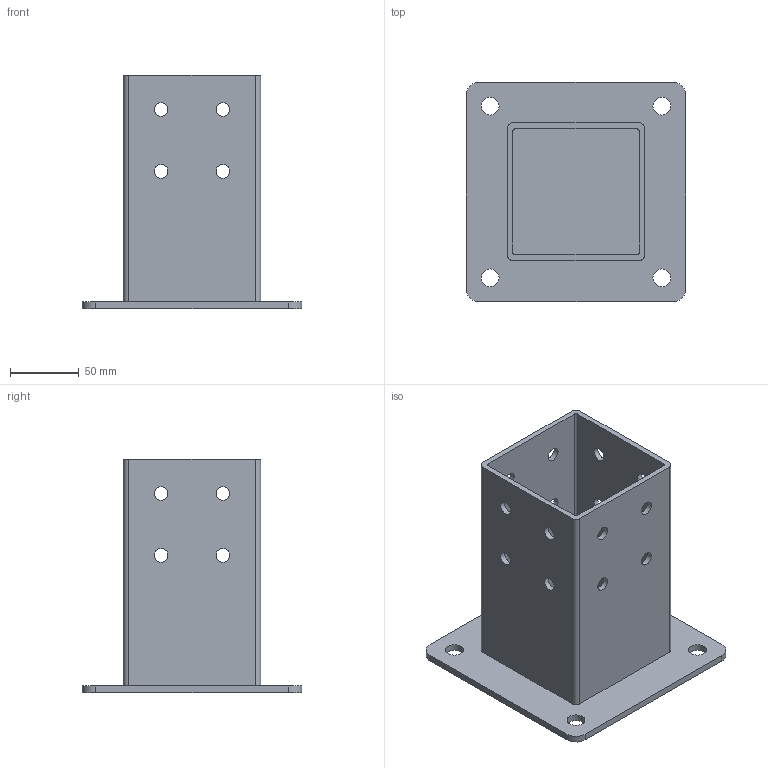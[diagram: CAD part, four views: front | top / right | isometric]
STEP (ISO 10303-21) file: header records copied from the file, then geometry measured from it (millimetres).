
FILE_DESCRIPTION(/* description */ ('BASE DI ANCOR. A PAVIMENTO PROF.90X90'),/* implementation_level */ '2;1');
FILE_NAME(/* name */ 'DPDFQ0000025.stp',/* time_stamp */ '2023-09-06T09:35:45+02:00',/* author */ ('tecnico9'),/* organization */ (''),/* preprocessor_version */ 'ST-DEVELOPER v18.1',/* originating_system */ 'Autodesk Inventor 2022',/* authorisation */ '');
FILE_SCHEMA (('AUTOMOTIVE_DESIGN { 1 0 10303 214 3 1 1 }'));
Length unit declared in the file: millimetre
Products named in the file (1): 16.300.00
Bounding box: 160 x 160 x 170 mm (x, y, z)
Volume: 371630 mm3; surface area: 181466.5 mm2
Topology: 2 solids, 2 shells, 48 faces, 132 edges, 88 vertices
Faces by surface type: cylinder 32, plane 16
Full cylindrical faces by diameter (mm): 10 x16, 13 x4
Entity records: 1686 total; most frequent: DIRECTION 294, CARTESIAN_POINT 269, ORIENTED_EDGE 264, EDGE_CURVE 132, AXIS2_PLACEMENT_3D 113, EDGE_LOOP 90, VERTEX_POINT 88, LINE 68
